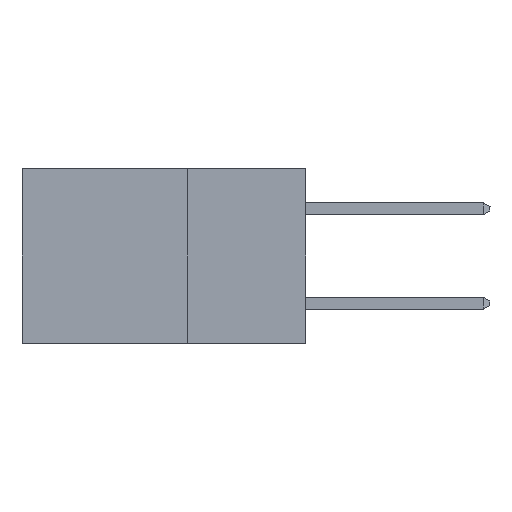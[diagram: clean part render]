
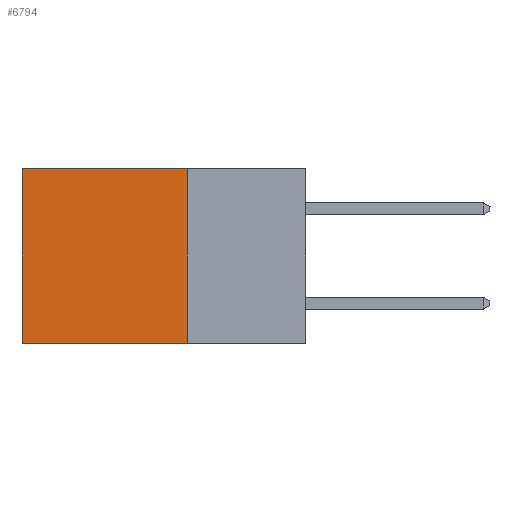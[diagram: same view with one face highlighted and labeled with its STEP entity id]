
A CAD part, left-side view. The second image highlights one B-rep face of the part: STEP entity #6794.
In plain terms, the highlighted planar face has unit normal (-1, 0, 0).
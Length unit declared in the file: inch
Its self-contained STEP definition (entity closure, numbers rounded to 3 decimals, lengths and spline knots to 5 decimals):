
#635 = VECTOR ( 'NONE', #19782, 39.37008 ) ;
#1418 = VERTEX_POINT ( 'NONE', #23620 ) ;
#1630 = PLANE ( 'NONE',  #19872 ) ;
#2382 = EDGE_CURVE ( 'NONE', #1418, #3139, #18422, .T. ) ;
#2615 = DIRECTION ( 'NONE',  ( 0., 0., -1. ) ) ;
#2687 = EDGE_LOOP ( 'NONE', ( #24024, #12035, #4253, #9770 ) ) ;
#3139 = VERTEX_POINT ( 'NONE', #20208 ) ;
#4253 = ORIENTED_EDGE ( 'NONE', *, *, #19284, .F. ) ;
#4589 = LINE ( 'NONE', #17796, #8386 ) ;
#4862 = CARTESIAN_POINT ( 'NONE',  ( 0.298, 0.25, -0.37 ) ) ;
#5844 = VECTOR ( 'NONE', #2615, 39.37008 ) ;
#6794 = ADVANCED_FACE ( 'NONE', ( #24084 ), #1630, .F. ) ;
#8386 = VECTOR ( 'NONE', #23157, 39.37008 ) ;
#9770 = ORIENTED_EDGE ( 'NONE', *, *, #19582, .T. ) ;
#10831 = LINE ( 'NONE', #13797, #5844 ) ;
#12035 = ORIENTED_EDGE ( 'NONE', *, *, #2382, .F. ) ;
#12635 = CARTESIAN_POINT ( 'NONE',  ( 0.298, 0.6, 0. ) ) ;
#12776 = DIRECTION ( 'NONE',  ( 0., 0., -1. ) ) ;
#13049 = VECTOR ( 'NONE', #22225, 39.37008 ) ;
#13797 = CARTESIAN_POINT ( 'NONE',  ( 0.298, 0.6, 0. ) ) ;
#14369 = CARTESIAN_POINT ( 'NONE',  ( 0.298, 0.25, 0. ) ) ;
#14677 = DIRECTION ( 'NONE',  ( 1., 0., 0. ) ) ;
#14822 = VERTEX_POINT ( 'NONE', #12635 ) ;
#16018 = CARTESIAN_POINT ( 'NONE',  ( 0.298, 0.25, 0. ) ) ;
#16240 = LINE ( 'NONE', #22060, #13049 ) ;
#17796 = CARTESIAN_POINT ( 'NONE',  ( 0.298, 0.25, 0. ) ) ;
#18422 = LINE ( 'NONE', #4862, #635 ) ;
#19284 = EDGE_CURVE ( 'NONE', #19418, #1418, #4589, .T. ) ;
#19418 = VERTEX_POINT ( 'NONE', #16018 ) ;
#19582 = EDGE_CURVE ( 'NONE', #19418, #14822, #16240, .T. ) ;
#19782 = DIRECTION ( 'NONE',  ( 0., 1., 0. ) ) ;
#19872 = AXIS2_PLACEMENT_3D ( 'NONE', #14369, #14677, #12776 ) ;
#20208 = CARTESIAN_POINT ( 'NONE',  ( 0.298, 0.6, -0.37 ) ) ;
#22060 = CARTESIAN_POINT ( 'NONE',  ( 0.298, 0.25, 0. ) ) ;
#22225 = DIRECTION ( 'NONE',  ( 0., 1., 0. ) ) ;
#22731 = EDGE_CURVE ( 'NONE', #14822, #3139, #10831, .T. ) ;
#23157 = DIRECTION ( 'NONE',  ( 0., 0., -1. ) ) ;
#23620 = CARTESIAN_POINT ( 'NONE',  ( 0.298, 0.25, -0.37 ) ) ;
#24024 = ORIENTED_EDGE ( 'NONE', *, *, #22731, .T. ) ;
#24084 = FACE_OUTER_BOUND ( 'NONE', #2687, .T. ) ;
